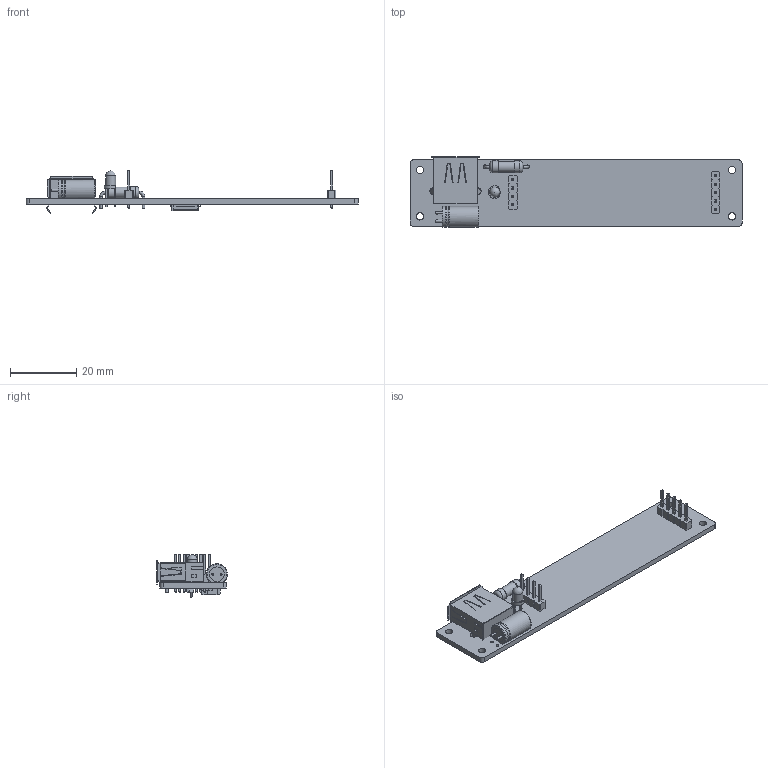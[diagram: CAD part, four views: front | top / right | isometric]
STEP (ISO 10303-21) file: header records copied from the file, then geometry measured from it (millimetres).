
FILE_DESCRIPTION(('KiCad electronic assembly'),'2;1');
FILE_NAME('gotek-breakout.step','2024-04-28T15:15:15',('Pcbnew'),( 'Kicad'),'Open CASCADE STEP processor 7.7','KiCad to STEP converter' ,'Unknown');
FILE_SCHEMA(('AUTOMOTIVE_DESIGN { 1 0 10303 214 1 1 1 1 }'));
Length unit declared in the file: millimetre
Products named in the file (16): gotek-breakout 1; USB_A_TE_292303-7_Horizontal; LED_D3.0mm; PinHeader_1x05_P2.54mm_Vertical; PinHeader_1x05_P254mm_Vertical; C_Radial_D6.3mm_H11.0mm_P2.50mm; C_Radial_D63mm_H110mm_P250mm; PinHeader_1x04_P2.54mm_Vertical; PinHeader_1x04_P254mm_Vertical; R_Axial_DIN0411_L9.9mm_D3.6mm_P12.70mm_Horizontal; R_Axial_DIN0411_L99mm_D36mm_P1270mm_Horizontal; Hirose_FH12-10S-0.5SH_1x10-1MP_P0.50mm_Horizontal; Hirose_FH12_xxS_0_5SH_Parametric_v0_1; _autosave-gotek-breakout_PCB
Assembly tree (15 placements, depth 3):
  gotek-breakout 1
    USB_A_TE_292303-7_Horizontal
      USB_A_TE_292303-7_Horizontal
    LED_D3.0mm
      LED_D3.0mm
    PinHeader_1x05_P2.54mm_Vertical
      PinHeader_1x05_P254mm_Vertical
    C_Radial_D6.3mm_H11.0mm_P2.50mm
      C_Radial_D63mm_H110mm_P250mm
    PinHeader_1x04_P2.54mm_Vertical
      PinHeader_1x04_P254mm_Vertical
    R_Axial_DIN0411_L9.9mm_D3.6mm_P12.70mm_Horizontal
      R_Axial_DIN0411_L99mm_D36mm_P1270mm_Horizontal
    Hirose_FH12-10S-0.5SH_1x10-1MP_P0.50mm_Horizontal
      Hirose_FH12_xxS_0_5SH_Parametric_v0_1
    _autosave-gotek-breakout_PCB
Bounding box: 100 x 21.27 x 13.15 mm (x, y, z)
Volume: 4642.9 mm3; surface area: 7201.5 mm2
Topology: 13 solids, 14 shells, 712 faces, 1824 edges, 1172 vertices
Faces by surface type: plane 630, cylinder 72, torus 5, revolution 2, bspline 2, sphere 1
Full cylindrical faces by diameter (mm): 0.6 x2, 0.8 x6, 0.9 x2, 0.95 x4, 1 x9, 1.2 x2, 2.2 x4, 2.3 x2, 3 x1, 3.24 x1, 3.6 x2, 4.41 x3, 6.3 x2
Entity records: 25163 total; most frequent: CARTESIAN_POINT 3866, ORIENTED_EDGE 3650, DIRECTION 3439, EDGE_CURVE 1825, LINE 1653, VECTOR 1653, VERTEX_POINT 1173, AXIS2_PLACEMENT_3D 892
